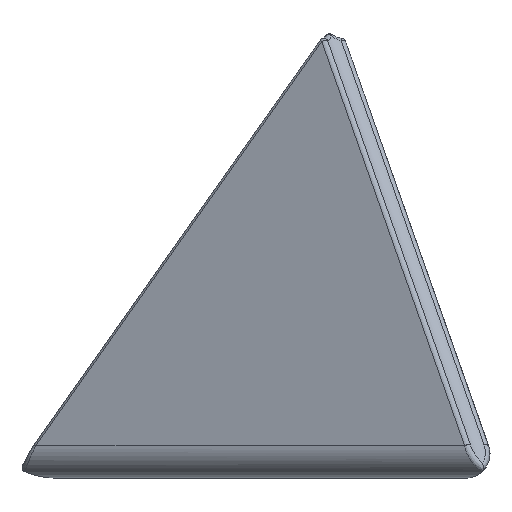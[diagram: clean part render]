
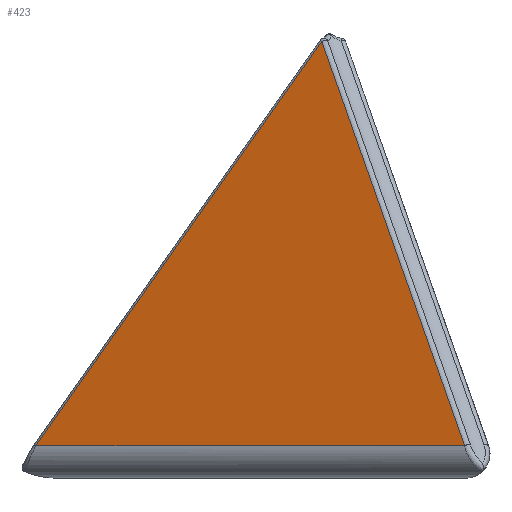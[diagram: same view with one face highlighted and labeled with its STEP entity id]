
A CAD part, front view. The second image highlights one B-rep face of the part: STEP entity #423.
In plain terms, the highlighted planar face has unit normal (-0.472, -0.816, 0.333).
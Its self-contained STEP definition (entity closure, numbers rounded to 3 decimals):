
#16=PLANE('',#485);
#34=LINE('',#728,#52);
#37=LINE('',#737,#55);
#51=LINE('',#1136,#69);
#52=VECTOR('',#539,10.);
#55=VECTOR('',#548,10.);
#69=VECTOR('',#596,10.);
#125=FACE_OUTER_BOUND('',#154,.T.);
#154=EDGE_LOOP('',(#379,#380,#381));
#183=VERTEX_POINT('',#649);
#190=VERTEX_POINT('',#727);
#193=VERTEX_POINT('',#735);
#230=EDGE_CURVE('',#183,#190,#34,.T.);
#235=EDGE_CURVE('',#193,#183,#37,.T.);
#271=EDGE_CURVE('',#190,#193,#51,.T.);
#379=ORIENTED_EDGE('',*,*,#235,.F.);
#380=ORIENTED_EDGE('',*,*,#271,.F.);
#381=ORIENTED_EDGE('',*,*,#230,.F.);
#423=ADVANCED_FACE('',(#125),#16,.F.);
#485=AXIS2_PLACEMENT_3D('',#1137,#597,#598);
#539=DIRECTION('',(0.288,-0.5,-0.817));
#548=DIRECTION('',(0.577,0.,0.817));
#596=DIRECTION('',(-0.866,0.5,0.));
#597=DIRECTION('center_axis',(0.472,0.816,-0.333));
#598=DIRECTION('ref_axis',(-0.577,0.,-0.817));
#649=CARTESIAN_POINT('',(-0.327,-0.565,17.959));
#727=CARTESIAN_POINT('',(5.545,-10.745,1.333));
#728=CARTESIAN_POINT('',(-0.816,0.283,19.345));
#735=CARTESIAN_POINT('',(-12.078,-0.561,1.333));
#737=CARTESIAN_POINT('',(0.12,-0.566,18.59));
#1136=CARTESIAN_POINT('',(-8.516,-2.619,1.333));
#1137=CARTESIAN_POINT('Origin',(-2.335,-4.04,6.603));
